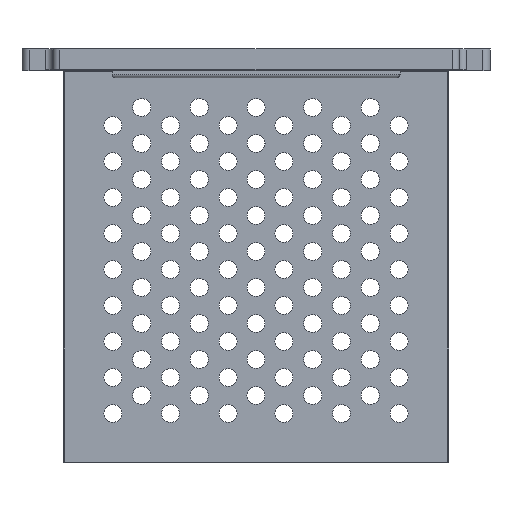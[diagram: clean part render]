
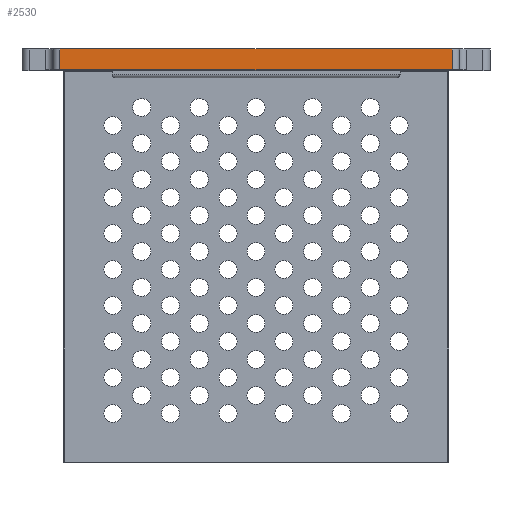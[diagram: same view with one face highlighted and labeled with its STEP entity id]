
A CAD part, front view. The second image highlights one B-rep face of the part: STEP entity #2530.
In plain terms, the highlighted planar face has unit normal (0, -1, 0).
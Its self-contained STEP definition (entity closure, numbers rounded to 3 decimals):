
#474 = LINE ( 'NONE', #5307, #2603 ) ;
#594 = EDGE_CURVE ( 'NONE', #9159, #3468, #5475, .T. ) ;
#702 = CARTESIAN_POINT ( 'NONE',  ( 54.5, -46.5, 115. ) ) ;
#819 = EDGE_CURVE ( 'NONE', #2766, #3468, #9169, .T. ) ;
#947 = ORIENTED_EDGE ( 'NONE', *, *, #1231, .T. ) ;
#1231 = EDGE_CURVE ( 'NONE', #10092, #9159, #8546, .T. ) ;
#1389 = CARTESIAN_POINT ( 'NONE',  ( 56.5, -46.5, 109.2 ) ) ;
#1411 = FACE_OUTER_BOUND ( 'NONE', #3185, .T. ) ;
#1814 = VECTOR ( 'NONE', #2395, 1000. ) ;
#2011 = DIRECTION ( 'NONE',  ( 1., 0., 0. ) ) ;
#2395 = DIRECTION ( 'NONE',  ( 0., 0., 1. ) ) ;
#2530 = ADVANCED_FACE ( 'NONE', ( #1411 ), #3797, .F. ) ;
#2603 = VECTOR ( 'NONE', #8539, 1000. ) ;
#2766 = VERTEX_POINT ( 'NONE', #8889 ) ;
#3185 = EDGE_LOOP ( 'NONE', ( #947, #3715, #6154, #9625 ) ) ;
#3397 = CARTESIAN_POINT ( 'NONE',  ( 56.5, -46.5, 115. ) ) ;
#3468 = VERTEX_POINT ( 'NONE', #702 ) ;
#3715 = ORIENTED_EDGE ( 'NONE', *, *, #594, .T. ) ;
#3797 = PLANE ( 'NONE',  #9854 ) ;
#3894 = DIRECTION ( 'NONE',  ( 0., 1., 0. ) ) ;
#3932 = VECTOR ( 'NONE', #6899, 1000. ) ;
#5307 = CARTESIAN_POINT ( 'NONE',  ( -54.5, -46.5, 115. ) ) ;
#5398 = CARTESIAN_POINT ( 'NONE',  ( 54.5, -46.5, 109.2 ) ) ;
#5475 = LINE ( 'NONE', #8711, #1814 ) ;
#6154 = ORIENTED_EDGE ( 'NONE', *, *, #819, .F. ) ;
#6221 = CARTESIAN_POINT ( 'NONE',  ( -54.5, -46.5, 109.2 ) ) ;
#6899 = DIRECTION ( 'NONE',  ( 1., 0., 0. ) ) ;
#8539 = DIRECTION ( 'NONE',  ( 0., 0., -1. ) ) ;
#8546 = LINE ( 'NONE', #1389, #3932 ) ;
#8583 = EDGE_CURVE ( 'NONE', #2766, #10092, #474, .T. ) ;
#8711 = CARTESIAN_POINT ( 'NONE',  ( 54.5, -46.5, 115. ) ) ;
#8723 = DIRECTION ( 'NONE',  ( -1., 0., 0. ) ) ;
#8889 = CARTESIAN_POINT ( 'NONE',  ( -54.5, -46.5, 115. ) ) ;
#9159 = VERTEX_POINT ( 'NONE', #5398 ) ;
#9169 = LINE ( 'NONE', #3397, #9927 ) ;
#9298 = CARTESIAN_POINT ( 'NONE',  ( 56.5, -46.5, 115. ) ) ;
#9625 = ORIENTED_EDGE ( 'NONE', *, *, #8583, .T. ) ;
#9854 = AXIS2_PLACEMENT_3D ( 'NONE', #9298, #3894, #8723 ) ;
#9927 = VECTOR ( 'NONE', #2011, 1000. ) ;
#10092 = VERTEX_POINT ( 'NONE', #6221 ) ;
